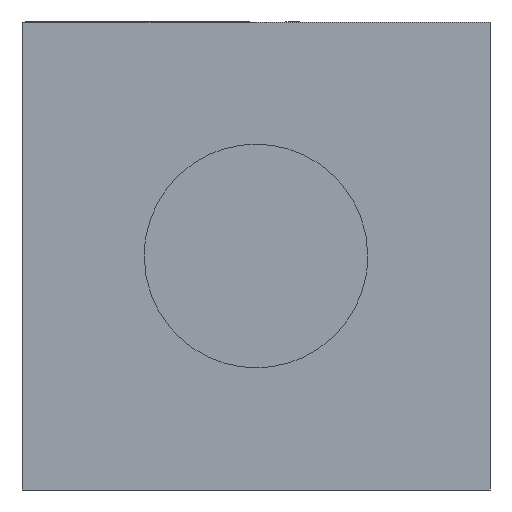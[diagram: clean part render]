
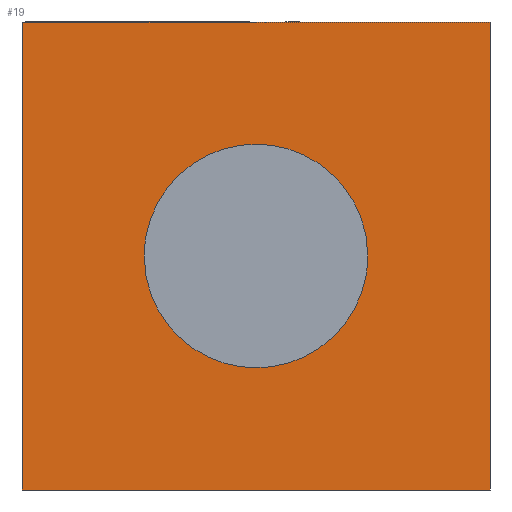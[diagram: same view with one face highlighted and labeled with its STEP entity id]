
A CAD part, front view. The second image highlights one B-rep face of the part: STEP entity #19.
In plain terms, the highlighted free-form (B-spline) face has degree [2, 1] with [3, 2] control points.
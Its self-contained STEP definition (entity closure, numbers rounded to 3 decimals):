
#15=FACE_BOUND('',#42,.T.);
#19=ADVANCED_FACE('',(#30,#15),#170,.T.);
#30=FACE_OUTER_BOUND('',#41,.T.);
#41=EDGE_LOOP('',(#58,#59,#60,#61));
#42=EDGE_LOOP('',(#62,#63));
#58=ORIENTED_EDGE('',*,*,#106,.T.);
#59=ORIENTED_EDGE('',*,*,#107,.T.);
#60=ORIENTED_EDGE('',*,*,#108,.F.);
#61=ORIENTED_EDGE('',*,*,#103,.F.);
#62=ORIENTED_EDGE('',*,*,#125,.F.);
#63=ORIENTED_EDGE('',*,*,#119,.F.);
#103=EDGE_CURVE('',#151,#152,#127,.T.);
#106=EDGE_CURVE('',#151,#154,#130,.T.);
#107=EDGE_CURVE('',#154,#155,#131,.T.);
#108=EDGE_CURVE('',#152,#155,#132,.T.);
#119=EDGE_CURVE('',#161,#165,#143,.T.);
#125=EDGE_CURVE('',#165,#161,#149,.T.);
#127=(
BOUNDED_CURVE()
B_SPLINE_CURVE(1,(#299,#300),.UNSPECIFIED.,.F.,.F.)
B_SPLINE_CURVE_WITH_KNOTS((2,2),(0.,18.),.UNSPECIFIED.)
CURVE()
GEOMETRIC_REPRESENTATION_ITEM()
RATIONAL_B_SPLINE_CURVE((1.,1.))
REPRESENTATION_ITEM('')
);
#130=(
BOUNDED_CURVE()
B_SPLINE_CURVE(2,(#306,#307,#308),.UNSPECIFIED.,.F.,.F.)
B_SPLINE_CURVE_WITH_KNOTS((3,3),(73.549,91.549),
 .UNSPECIFIED.)
CURVE()
GEOMETRIC_REPRESENTATION_ITEM()
RATIONAL_B_SPLINE_CURVE((1.,1.,1.))
REPRESENTATION_ITEM('')
);
#131=(
BOUNDED_CURVE()
B_SPLINE_CURVE(1,(#309,#310),.UNSPECIFIED.,.F.,.F.)
B_SPLINE_CURVE_WITH_KNOTS((2,2),(0.,18.),.UNSPECIFIED.)
CURVE()
GEOMETRIC_REPRESENTATION_ITEM()
RATIONAL_B_SPLINE_CURVE((1.,1.))
REPRESENTATION_ITEM('')
);
#132=(
BOUNDED_CURVE()
B_SPLINE_CURVE(2,(#311,#312,#313),.UNSPECIFIED.,.F.,.F.)
B_SPLINE_CURVE_WITH_KNOTS((3,3),(73.549,91.549),
 .UNSPECIFIED.)
CURVE()
GEOMETRIC_REPRESENTATION_ITEM()
RATIONAL_B_SPLINE_CURVE((1.,1.,1.))
REPRESENTATION_ITEM('')
);
#143=(
BOUNDED_CURVE()
B_SPLINE_CURVE(2,(#351,#352,#353,#354,#355),.UNSPECIFIED.,.F.,.F.)
B_SPLINE_CURVE_WITH_KNOTS((3,2,3),(0.,6.754,13.509),
 .UNSPECIFIED.)
CURVE()
GEOMETRIC_REPRESENTATION_ITEM()
RATIONAL_B_SPLINE_CURVE((1.,0.707,1.,0.707,1.))
REPRESENTATION_ITEM('')
);
#149=(
BOUNDED_CURVE()
B_SPLINE_CURVE(2,(#375,#376,#377,#378,#379),.UNSPECIFIED.,.F.,.F.)
B_SPLINE_CURVE_WITH_KNOTS((3,2,3),(13.509,20.263,27.018),
 .UNSPECIFIED.)
CURVE()
GEOMETRIC_REPRESENTATION_ITEM()
RATIONAL_B_SPLINE_CURVE((1.,0.707,1.,0.707,1.))
REPRESENTATION_ITEM('')
);
#151=VERTEX_POINT('',#281);
#152=VERTEX_POINT('',#282);
#154=VERTEX_POINT('',#284);
#155=VERTEX_POINT('',#285);
#161=VERTEX_POINT('',#291);
#165=VERTEX_POINT('',#295);
#170=(
BOUNDED_SURFACE()
B_SPLINE_SURFACE(2,1,((#215,#216),(#217,#218),(#219,#220)),
 .UNSPECIFIED.,.F.,.F.,.F.)
B_SPLINE_SURFACE_WITH_KNOTS((3,3),(2,2),(73.549,91.549),
(0.,18.),.UNSPECIFIED.)
GEOMETRIC_REPRESENTATION_ITEM()
RATIONAL_B_SPLINE_SURFACE(((1.,1.),(1.,1.),(1.,1.)))
REPRESENTATION_ITEM('')
SURFACE()
);
#215=CARTESIAN_POINT('',(18.,0.,18.));
#216=CARTESIAN_POINT('',(18.,0.,0.));
#217=CARTESIAN_POINT('',(9.,0.,18.));
#218=CARTESIAN_POINT('',(9.,0.,0.));
#219=CARTESIAN_POINT('',(0.,0.,18.));
#220=CARTESIAN_POINT('',(0.,0.,0.));
#281=CARTESIAN_POINT('',(18.,0.,18.));
#282=CARTESIAN_POINT('',(18.,0.,0.));
#284=CARTESIAN_POINT('',(0.,0.,18.));
#285=CARTESIAN_POINT('',(0.,0.,0.));
#291=CARTESIAN_POINT('',(4.7,0.,9.));
#295=CARTESIAN_POINT('',(13.3,0.,9.));
#299=CARTESIAN_POINT('',(18.,0.,18.));
#300=CARTESIAN_POINT('',(18.,0.,0.));
#306=CARTESIAN_POINT('',(18.,0.,18.));
#307=CARTESIAN_POINT('',(9.,0.,18.));
#308=CARTESIAN_POINT('',(0.,0.,18.));
#309=CARTESIAN_POINT('',(0.,0.,18.));
#310=CARTESIAN_POINT('',(0.,0.,0.));
#311=CARTESIAN_POINT('',(18.,0.,0.));
#312=CARTESIAN_POINT('',(9.,0.,0.));
#313=CARTESIAN_POINT('',(0.,0.,0.));
#351=CARTESIAN_POINT('',(4.7,0.,9.));
#352=CARTESIAN_POINT('',(4.7,0.,4.7));
#353=CARTESIAN_POINT('',(9.,0.,4.7));
#354=CARTESIAN_POINT('',(13.3,0.,4.7));
#355=CARTESIAN_POINT('',(13.3,0.,9.));
#375=CARTESIAN_POINT('',(13.3,0.,9.));
#376=CARTESIAN_POINT('',(13.3,0.,13.3));
#377=CARTESIAN_POINT('',(9.,0.,13.3));
#378=CARTESIAN_POINT('',(4.7,0.,13.3));
#379=CARTESIAN_POINT('',(4.7,0.,9.));
